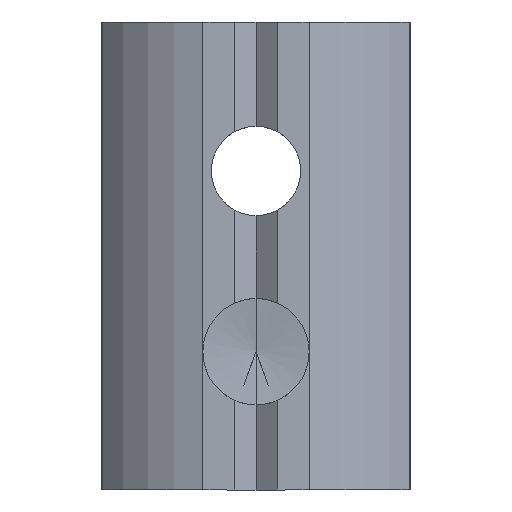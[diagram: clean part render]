
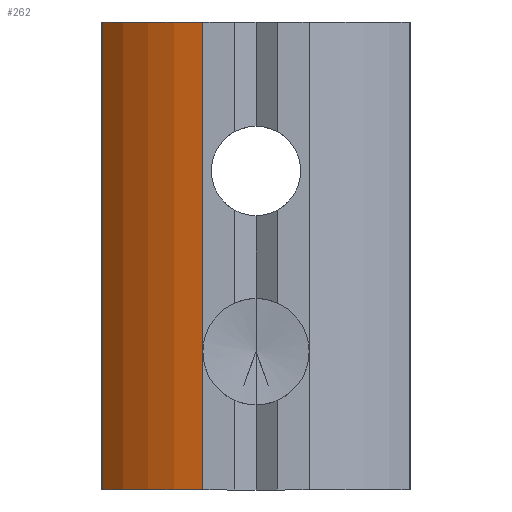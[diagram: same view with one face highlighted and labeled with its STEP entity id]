
A CAD part, front view. The second image highlights one B-rep face of the part: STEP entity #262.
In plain terms, the highlighted cylindrical face has radius 8.5 mm (diameter 17 mm), a partial arc.
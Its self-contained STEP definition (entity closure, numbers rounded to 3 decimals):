
#46 = DIRECTION ( 'NONE',  ( 0., 0., -1. ) ) ;
#61 = DIRECTION ( 'NONE',  ( 0., 0., 1. ) ) ;
#68 = EDGE_CURVE ( 'NONE', #1507, #317, #737, .T. ) ;
#90 = AXIS2_PLACEMENT_3D ( 'NONE', #1326, #1333, #1144 ) ;
#156 = LINE ( 'NONE', #1336, #1137 ) ;
#166 = ORIENTED_EDGE ( 'NONE', *, *, #1662, .T. ) ;
#190 = VECTOR ( 'NONE', #61, 1000. ) ;
#262 = ADVANCED_FACE ( 'NONE', ( #1192 ), #1220, .T. ) ;
#306 = CARTESIAN_POINT ( 'NONE',  ( -2.5, -6.2, -11. ) ) ;
#317 = VERTEX_POINT ( 'NONE', #883 ) ;
#349 = CARTESIAN_POINT ( 'NONE',  ( -2.5, -6.2, 11. ) ) ;
#372 = VECTOR ( 'NONE', #897, 1000. ) ;
#462 = AXIS2_PLACEMENT_3D ( 'NONE', #912, #903, #806 ) ;
#700 = LINE ( 'NONE', #1405, #372 ) ;
#737 = CIRCLE ( 'NONE', #462, 8.5 ) ;
#804 = VERTEX_POINT ( 'NONE', #914 ) ;
#806 = DIRECTION ( 'NONE',  ( 1., 0., 0. ) ) ;
#875 = CARTESIAN_POINT ( 'NONE',  ( -2.5, -6.2, -4.5 ) ) ;
#883 = CARTESIAN_POINT ( 'NONE',  ( -7.206, -3.255, 11. ) ) ;
#897 = DIRECTION ( 'NONE',  ( 0., 0., 1. ) ) ;
#903 = DIRECTION ( 'NONE',  ( 0., 0., -1. ) ) ;
#912 = CARTESIAN_POINT ( 'NONE',  ( -0.591, 2.083, 11. ) ) ;
#914 = CARTESIAN_POINT ( 'NONE',  ( -7.206, -3.255, -11. ) ) ;
#941 = EDGE_CURVE ( 'NONE', #1623, #1375, #700, .T. ) ;
#964 = CARTESIAN_POINT ( 'NONE',  ( -2.5, -6.2, -11. ) ) ;
#989 = ORIENTED_EDGE ( 'NONE', *, *, #68, .T. ) ;
#1028 = EDGE_LOOP ( 'NONE', ( #1225, #166, #989, #1113, #1172 ) ) ;
#1099 = DIRECTION ( 'NONE',  ( 1., 0., 0. ) ) ;
#1104 = DIRECTION ( 'NONE',  ( 0., 0., -1. ) ) ;
#1113 = ORIENTED_EDGE ( 'NONE', *, *, #1233, .T. ) ;
#1137 = VECTOR ( 'NONE', #46, 1000. ) ;
#1144 = DIRECTION ( 'NONE',  ( 1., 0., 0. ) ) ;
#1172 = ORIENTED_EDGE ( 'NONE', *, *, #1188, .F. ) ;
#1188 = EDGE_CURVE ( 'NONE', #1623, #804, #1314, .T. ) ;
#1192 = FACE_OUTER_BOUND ( 'NONE', #1028, .T. ) ;
#1202 = CARTESIAN_POINT ( 'NONE',  ( -0.591, 2.083, -11. ) ) ;
#1220 = CYLINDRICAL_SURFACE ( 'NONE', #90, 8.5 ) ;
#1225 = ORIENTED_EDGE ( 'NONE', *, *, #941, .T. ) ;
#1233 = EDGE_CURVE ( 'NONE', #317, #804, #156, .T. ) ;
#1314 = CIRCLE ( 'NONE', #1607, 8.5 ) ;
#1326 = CARTESIAN_POINT ( 'NONE',  ( -0.591, 2.083, -11. ) ) ;
#1333 = DIRECTION ( 'NONE',  ( 0., 0., 1. ) ) ;
#1336 = CARTESIAN_POINT ( 'NONE',  ( -7.206, -3.255, -11. ) ) ;
#1375 = VERTEX_POINT ( 'NONE', #875 ) ;
#1405 = CARTESIAN_POINT ( 'NONE',  ( -2.5, -6.2, -11. ) ) ;
#1507 = VERTEX_POINT ( 'NONE', #349 ) ;
#1531 = LINE ( 'NONE', #964, #190 ) ;
#1607 = AXIS2_PLACEMENT_3D ( 'NONE', #1202, #1104, #1099 ) ;
#1623 = VERTEX_POINT ( 'NONE', #306 ) ;
#1662 = EDGE_CURVE ( 'NONE', #1375, #1507, #1531, .T. ) ;
